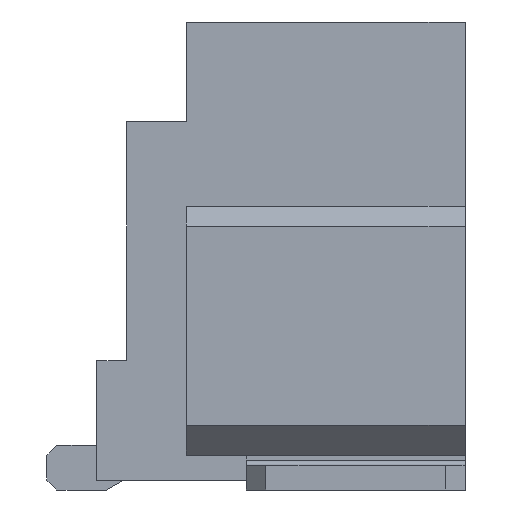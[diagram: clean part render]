
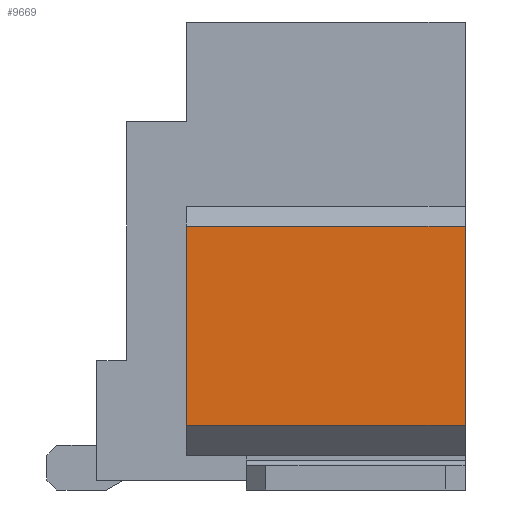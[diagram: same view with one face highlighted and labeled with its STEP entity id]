
A CAD part, left-side view. The second image highlights one B-rep face of the part: STEP entity #9669.
In plain terms, the highlighted face is planar.
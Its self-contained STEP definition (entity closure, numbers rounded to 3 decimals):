
#1884 = PLANE('',#1885);
#1885 = AXIS2_PLACEMENT_3D('',#1886,#1887,#1888);
#1886 = CARTESIAN_POINT('',(9.625,1.85,-2.3));
#1887 = DIRECTION('',(0.,1.,0.));
#1888 = DIRECTION('',(-1.,0.,0.));
#3875 = VERTEX_POINT('',#3876);
#3876 = CARTESIAN_POINT('',(11.125,1.85,-1.75));
#3890 = PLANE('',#3891);
#3891 = AXIS2_PLACEMENT_3D('',#3892,#3893,#3894);
#3892 = CARTESIAN_POINT('',(11.125,1.85,-1.75));
#3893 = DIRECTION('',(0.707,0.,-0.707));
#3894 = DIRECTION('',(-0.707,0.,-0.707));
#3902 = EDGE_CURVE('',#3903,#3875,#3905,.T.);
#3903 = VERTEX_POINT('',#3904);
#3904 = CARTESIAN_POINT('',(11.125,1.85,0.25));
#3905 = SURFACE_CURVE('',#3906,(#3910,#3917),.PCURVE_S1.);
#3906 = LINE('',#3907,#3908);
#3907 = CARTESIAN_POINT('',(11.125,1.85,0.25));
#3908 = VECTOR('',#3909,1.);
#3909 = DIRECTION('',(0.,0.,-1.));
#3910 = PCURVE('',#1884,#3911);
#3911 = DEFINITIONAL_REPRESENTATION('',(#3912),#3916);
#3912 = LINE('',#3913,#3914);
#3913 = CARTESIAN_POINT('',(-1.5,2.55));
#3914 = VECTOR('',#3915,1.);
#3915 = DIRECTION('',(0.,-1.));
#3916 = ( GEOMETRIC_REPRESENTATION_CONTEXT(2) 
PARAMETRIC_REPRESENTATION_CONTEXT() REPRESENTATION_CONTEXT('2D SPACE',''
  ) );
#3917 = PCURVE('',#3918,#3923);
#3918 = PLANE('',#3919);
#3919 = AXIS2_PLACEMENT_3D('',#3920,#3921,#3922);
#3920 = CARTESIAN_POINT('',(11.125,1.85,0.25));
#3921 = DIRECTION('',(1.,0.,0.));
#3922 = DIRECTION('',(0.,0.,-1.));
#3923 = DEFINITIONAL_REPRESENTATION('',(#3924),#3928);
#3924 = LINE('',#3925,#3926);
#3925 = CARTESIAN_POINT('',(0.,0.));
#3926 = VECTOR('',#3927,1.);
#3927 = DIRECTION('',(1.,0.));
#3928 = ( GEOMETRIC_REPRESENTATION_CONTEXT(2) 
PARAMETRIC_REPRESENTATION_CONTEXT() REPRESENTATION_CONTEXT('2D SPACE',''
  ) );
#3946 = PLANE('',#3947);
#3947 = AXIS2_PLACEMENT_3D('',#3948,#3949,#3950);
#3948 = CARTESIAN_POINT('',(9.825,1.85,0.25));
#3949 = DIRECTION('',(0.,0.,1.));
#3950 = DIRECTION('',(1.,0.,0.));
#6687 = PLANE('',#6688);
#6688 = AXIS2_PLACEMENT_3D('',#6689,#6690,#6691);
#6689 = CARTESIAN_POINT('',(9.625,-0.95,-2.3));
#6690 = DIRECTION('',(0.,1.,0.));
#6691 = DIRECTION('',(1.,0.,0.));
#9627 = VERTEX_POINT('',#9628);
#9628 = CARTESIAN_POINT('',(11.125,-0.95,-1.75));
#9649 = EDGE_CURVE('',#3875,#9627,#9650,.T.);
#9650 = SURFACE_CURVE('',#9651,(#9655,#9662),.PCURVE_S1.);
#9651 = LINE('',#9652,#9653);
#9652 = CARTESIAN_POINT('',(11.125,1.85,-1.75));
#9653 = VECTOR('',#9654,1.);
#9654 = DIRECTION('',(0.,-1.,0.));
#9655 = PCURVE('',#3890,#9656);
#9656 = DEFINITIONAL_REPRESENTATION('',(#9657),#9661);
#9657 = LINE('',#9658,#9659);
#9658 = CARTESIAN_POINT('',(0.,0.));
#9659 = VECTOR('',#9660,1.);
#9660 = DIRECTION('',(0.,-1.));
#9661 = ( GEOMETRIC_REPRESENTATION_CONTEXT(2) 
PARAMETRIC_REPRESENTATION_CONTEXT() REPRESENTATION_CONTEXT('2D SPACE',''
  ) );
#9662 = PCURVE('',#3918,#9663);
#9663 = DEFINITIONAL_REPRESENTATION('',(#9664),#9668);
#9664 = LINE('',#9665,#9666);
#9665 = CARTESIAN_POINT('',(2.,0.));
#9666 = VECTOR('',#9667,1.);
#9667 = DIRECTION('',(0.,-1.));
#9668 = ( GEOMETRIC_REPRESENTATION_CONTEXT(2) 
PARAMETRIC_REPRESENTATION_CONTEXT() REPRESENTATION_CONTEXT('2D SPACE',''
  ) );
#9669 = ADVANCED_FACE('',(#9670),#3918,.T.);
#9670 = FACE_BOUND('',#9671,.F.);
#9671 = EDGE_LOOP('',(#9672,#9673,#9674,#9697));
#9672 = ORIENTED_EDGE('',*,*,#3902,.T.);
#9673 = ORIENTED_EDGE('',*,*,#9649,.T.);
#9674 = ORIENTED_EDGE('',*,*,#9675,.F.);
#9675 = EDGE_CURVE('',#9676,#9627,#9678,.T.);
#9676 = VERTEX_POINT('',#9677);
#9677 = CARTESIAN_POINT('',(11.125,-0.95,0.25));
#9678 = SURFACE_CURVE('',#9679,(#9683,#9690),.PCURVE_S1.);
#9679 = LINE('',#9680,#9681);
#9680 = CARTESIAN_POINT('',(11.125,-0.95,0.25));
#9681 = VECTOR('',#9682,1.);
#9682 = DIRECTION('',(0.,0.,-1.));
#9683 = PCURVE('',#3918,#9684);
#9684 = DEFINITIONAL_REPRESENTATION('',(#9685),#9689);
#9685 = LINE('',#9686,#9687);
#9686 = CARTESIAN_POINT('',(0.,-2.8));
#9687 = VECTOR('',#9688,1.);
#9688 = DIRECTION('',(1.,0.));
#9689 = ( GEOMETRIC_REPRESENTATION_CONTEXT(2) 
PARAMETRIC_REPRESENTATION_CONTEXT() REPRESENTATION_CONTEXT('2D SPACE',''
  ) );
#9690 = PCURVE('',#6687,#9691);
#9691 = DEFINITIONAL_REPRESENTATION('',(#9692),#9696);
#9692 = LINE('',#9693,#9694);
#9693 = CARTESIAN_POINT('',(1.5,-2.55));
#9694 = VECTOR('',#9695,1.);
#9695 = DIRECTION('',(0.,1.));
#9696 = ( GEOMETRIC_REPRESENTATION_CONTEXT(2) 
PARAMETRIC_REPRESENTATION_CONTEXT() REPRESENTATION_CONTEXT('2D SPACE',''
  ) );
#9697 = ORIENTED_EDGE('',*,*,#9698,.F.);
#9698 = EDGE_CURVE('',#3903,#9676,#9699,.T.);
#9699 = SURFACE_CURVE('',#9700,(#9704,#9711),.PCURVE_S1.);
#9700 = LINE('',#9701,#9702);
#9701 = CARTESIAN_POINT('',(11.125,1.85,0.25));
#9702 = VECTOR('',#9703,1.);
#9703 = DIRECTION('',(0.,-1.,0.));
#9704 = PCURVE('',#3918,#9705);
#9705 = DEFINITIONAL_REPRESENTATION('',(#9706),#9710);
#9706 = LINE('',#9707,#9708);
#9707 = CARTESIAN_POINT('',(0.,0.));
#9708 = VECTOR('',#9709,1.);
#9709 = DIRECTION('',(0.,-1.));
#9710 = ( GEOMETRIC_REPRESENTATION_CONTEXT(2) 
PARAMETRIC_REPRESENTATION_CONTEXT() REPRESENTATION_CONTEXT('2D SPACE',''
  ) );
#9711 = PCURVE('',#3946,#9712);
#9712 = DEFINITIONAL_REPRESENTATION('',(#9713),#9717);
#9713 = LINE('',#9714,#9715);
#9714 = CARTESIAN_POINT('',(1.3,0.));
#9715 = VECTOR('',#9716,1.);
#9716 = DIRECTION('',(0.,-1.));
#9717 = ( GEOMETRIC_REPRESENTATION_CONTEXT(2) 
PARAMETRIC_REPRESENTATION_CONTEXT() REPRESENTATION_CONTEXT('2D SPACE',''
  ) );
